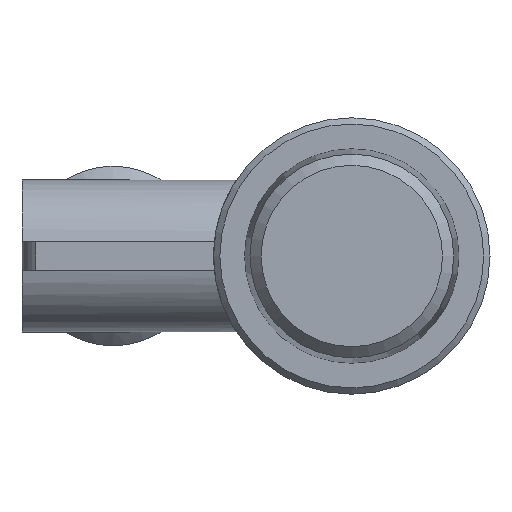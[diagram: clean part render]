
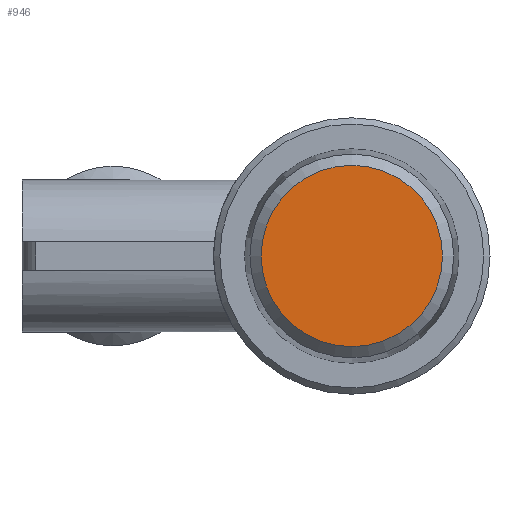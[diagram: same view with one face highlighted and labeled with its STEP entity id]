
A CAD part, front view. The second image highlights one B-rep face of the part: STEP entity #946.
In plain terms, the highlighted planar face has unit normal (0, -1, 0).
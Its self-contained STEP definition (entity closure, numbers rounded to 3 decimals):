
#69=CIRCLE('',#1054,7.216);
#316=ORIENTED_EDGE('',*,*,#519,.T.);
#519=EDGE_CURVE('',#624,#624,#69,.T.);
#624=VERTEX_POINT('',#1707);
#735=EDGE_LOOP('',(#316));
#832=FACE_BOUND('',#735,.T.);
#899=PLANE('',#1053);
#946=ADVANCED_FACE('',(#832),#899,.F.);
#1053=AXIS2_PLACEMENT_3D('',#1705,#1257,#1258);
#1054=AXIS2_PLACEMENT_3D('',#1706,#1259,#1260);
#1257=DIRECTION('',(0.,1.,0.));
#1258=DIRECTION('',(0.,0.,1.));
#1259=DIRECTION('',(0.,-1.,0.));
#1260=DIRECTION('',(0.,0.,-1.));
#1705=CARTESIAN_POINT('',(7.216,-22.285,0.));
#1706=CARTESIAN_POINT('',(0.,-22.285,0.));
#1707=CARTESIAN_POINT('',(0.,-22.285,-7.216));
